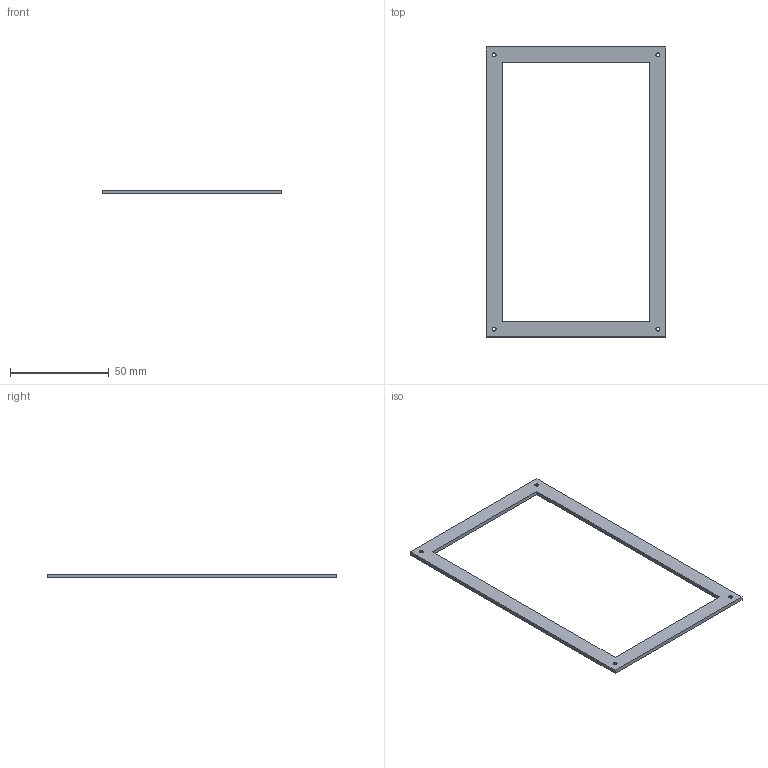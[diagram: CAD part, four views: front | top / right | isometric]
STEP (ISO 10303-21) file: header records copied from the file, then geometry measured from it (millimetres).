
FILE_DESCRIPTION(('STEP AP242'), '1');
FILE_NAME('êðûøêà_3', '', ('UNSPECIFIED'), ('UNSPECIFIED'), 'C3D Converter', 'C3D Toolkit', '');
FILE_SCHEMA(('AP242_MANAGED_MODEL_BASED_3D_ENGINEERING_MIM_LF { 1 0 10303 442 1 1 4 }'));
Length unit declared in the file: millimetre
Bounding box: 91 x 147 x 2 mm (x, y, z)
Volume: 7076.3 mm3; surface area: 8902.7 mm2
Topology: 1 solids, 1 shells, 266 faces, 797 edges, 533 vertices
Faces by surface type: plane 266
Entity records: 11246 total; most frequent: CARTESIAN_POINT 1738, ORIENTED_EDGE 1594, DIRECTION 1331, EDGE_CURVE 797, LINE 797, VECTOR 797, VERTEX_POINT 674, FACE_BOUND 276
